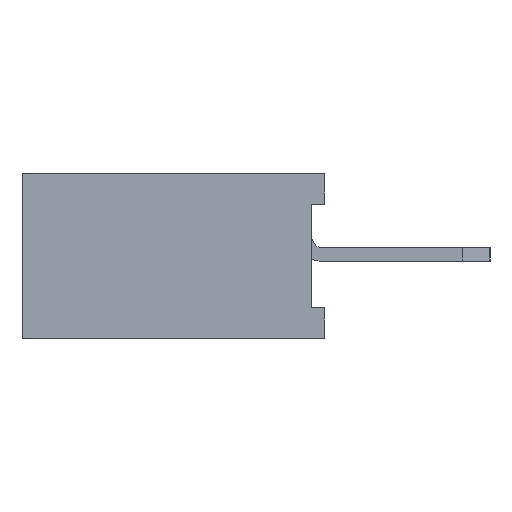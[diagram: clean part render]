
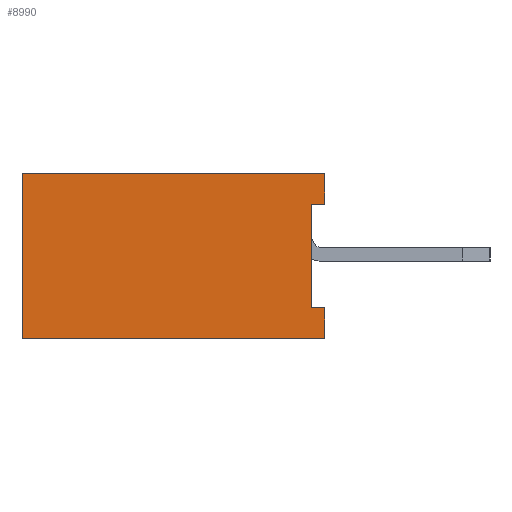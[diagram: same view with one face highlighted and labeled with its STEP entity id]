
A CAD part, left-side view. The second image highlights one B-rep face of the part: STEP entity #8990.
In plain terms, the highlighted planar face has unit normal (-1, 0, 0).
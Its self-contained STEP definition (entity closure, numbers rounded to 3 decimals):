
#442 = ORIENTED_EDGE ( 'NONE', *, *, #18478, .T. ) ;
#910 = CARTESIAN_POINT ( 'NONE',  ( -7.12, -1.243, -1.95 ) ) ;
#1116 = CARTESIAN_POINT ( 'NONE',  ( -7.12, -1.043, -3.644 ) ) ;
#1355 = LINE ( 'NONE', #20401, #14798 ) ;
#2517 = VECTOR ( 'NONE', #32242, 1000. ) ;
#2673 = EDGE_CURVE ( 'NONE', #7048, #20283, #24587, .T. ) ;
#3686 = VECTOR ( 'NONE', #32708, 1000. ) ;
#3744 = ORIENTED_EDGE ( 'NONE', *, *, #13935, .T. ) ;
#3781 = VERTEX_POINT ( 'NONE', #24625 ) ;
#4253 = CARTESIAN_POINT ( 'NONE',  ( -7.12, -1.243, 0. ) ) ;
#4720 = CARTESIAN_POINT ( 'NONE',  ( -7.12, -1.043, -0.45 ) ) ;
#6679 = CARTESIAN_POINT ( 'NONE',  ( -7.12, -1.043, -0.45 ) ) ;
#6965 = DIRECTION ( 'NONE',  ( 0., -1., 0. ) ) ;
#7048 = VERTEX_POINT ( 'NONE', #23962 ) ;
#7685 = VECTOR ( 'NONE', #19604, 1000. ) ;
#8990 = ADVANCED_FACE ( 'NONE', ( #23793 ), #15886, .T. ) ;
#9030 = CARTESIAN_POINT ( 'NONE',  ( -7.12, -1.043, -1.95 ) ) ;
#9348 = DIRECTION ( 'NONE',  ( 0., -1., 0. ) ) ;
#9441 = DIRECTION ( 'NONE',  ( 0., -1., 0. ) ) ;
#9589 = VECTOR ( 'NONE', #9441, 1000. ) ;
#9623 = ORIENTED_EDGE ( 'NONE', *, *, #15500, .F. ) ;
#9756 = ORIENTED_EDGE ( 'NONE', *, *, #32348, .T. ) ;
#11255 = CARTESIAN_POINT ( 'NONE',  ( -7.12, -1.243, -3.644 ) ) ;
#12345 = VERTEX_POINT ( 'NONE', #15457 ) ;
#13188 = EDGE_CURVE ( 'NONE', #19261, #20015, #15924, .T. ) ;
#13343 = CARTESIAN_POINT ( 'NONE',  ( -7.12, -1.243, -2.4 ) ) ;
#13693 = CARTESIAN_POINT ( 'NONE',  ( -7.12, -3.643, -3.644 ) ) ;
#13935 = EDGE_CURVE ( 'NONE', #12345, #19261, #17494, .T. ) ;
#14798 = VECTOR ( 'NONE', #15364, 1000. ) ;
#14930 = ORIENTED_EDGE ( 'NONE', *, *, #2673, .T. ) ;
#15262 = LINE ( 'NONE', #6679, #21408 ) ;
#15364 = DIRECTION ( 'NONE',  ( 0., 0., -1. ) ) ;
#15457 = CARTESIAN_POINT ( 'NONE',  ( -7.12, 3.157, -2.4 ) ) ;
#15500 = EDGE_CURVE ( 'NONE', #3781, #20283, #25451, .T. ) ;
#15886 = PLANE ( 'NONE',  #22593 ) ;
#15924 = LINE ( 'NONE', #11255, #2517 ) ;
#16360 = DIRECTION ( 'NONE',  ( 0., 0., 1. ) ) ;
#16696 = ORIENTED_EDGE ( 'NONE', *, *, #25758, .T. ) ;
#16803 = CARTESIAN_POINT ( 'NONE',  ( -7.12, -1.243, 0. ) ) ;
#17494 = LINE ( 'NONE', #30126, #9589 ) ;
#18478 = EDGE_CURVE ( 'NONE', #31162, #7048, #15262, .T. ) ;
#19261 = VERTEX_POINT ( 'NONE', #13343 ) ;
#19604 = DIRECTION ( 'NONE',  ( 0., 1., 0. ) ) ;
#20015 = VERTEX_POINT ( 'NONE', #20640 ) ;
#20279 = ORIENTED_EDGE ( 'NONE', *, *, #13188, .T. ) ;
#20283 = VERTEX_POINT ( 'NONE', #16803 ) ;
#20401 = CARTESIAN_POINT ( 'NONE',  ( -7.12, 3.157, -3.644 ) ) ;
#20640 = CARTESIAN_POINT ( 'NONE',  ( -7.12, -1.243, -1.95 ) ) ;
#21408 = VECTOR ( 'NONE', #9348, 1000. ) ;
#21808 = DIRECTION ( 'NONE',  ( 0., 0., 1. ) ) ;
#21975 = EDGE_CURVE ( 'NONE', #3781, #12345, #1355, .T. ) ;
#22371 = CARTESIAN_POINT ( 'NONE',  ( -7.12, -1.243, 0. ) ) ;
#22593 = AXIS2_PLACEMENT_3D ( 'NONE', #13693, #32031, #16360 ) ;
#23793 = FACE_OUTER_BOUND ( 'NONE', #30143, .T. ) ;
#23962 = CARTESIAN_POINT ( 'NONE',  ( -7.12, -1.243, -0.45 ) ) ;
#24587 = LINE ( 'NONE', #22371, #30713 ) ;
#24625 = CARTESIAN_POINT ( 'NONE',  ( -7.12, 3.157, 0. ) ) ;
#25451 = LINE ( 'NONE', #4253, #31554 ) ;
#25758 = EDGE_CURVE ( 'NONE', #34327, #31162, #31762, .T. ) ;
#27846 = LINE ( 'NONE', #910, #7685 ) ;
#30126 = CARTESIAN_POINT ( 'NONE',  ( -7.12, -3.643, -2.4 ) ) ;
#30143 = EDGE_LOOP ( 'NONE', ( #32368, #3744, #20279, #9756, #16696, #442, #14930, #9623 ) ) ;
#30713 = VECTOR ( 'NONE', #21808, 1000. ) ;
#31162 = VERTEX_POINT ( 'NONE', #4720 ) ;
#31554 = VECTOR ( 'NONE', #6965, 1000. ) ;
#31762 = LINE ( 'NONE', #1116, #3686 ) ;
#32031 = DIRECTION ( 'NONE',  ( -1., 0., 0. ) ) ;
#32242 = DIRECTION ( 'NONE',  ( 0., 0., 1. ) ) ;
#32348 = EDGE_CURVE ( 'NONE', #20015, #34327, #27846, .T. ) ;
#32368 = ORIENTED_EDGE ( 'NONE', *, *, #21975, .T. ) ;
#32708 = DIRECTION ( 'NONE',  ( 0., 0., 1. ) ) ;
#34327 = VERTEX_POINT ( 'NONE', #9030 ) ;
